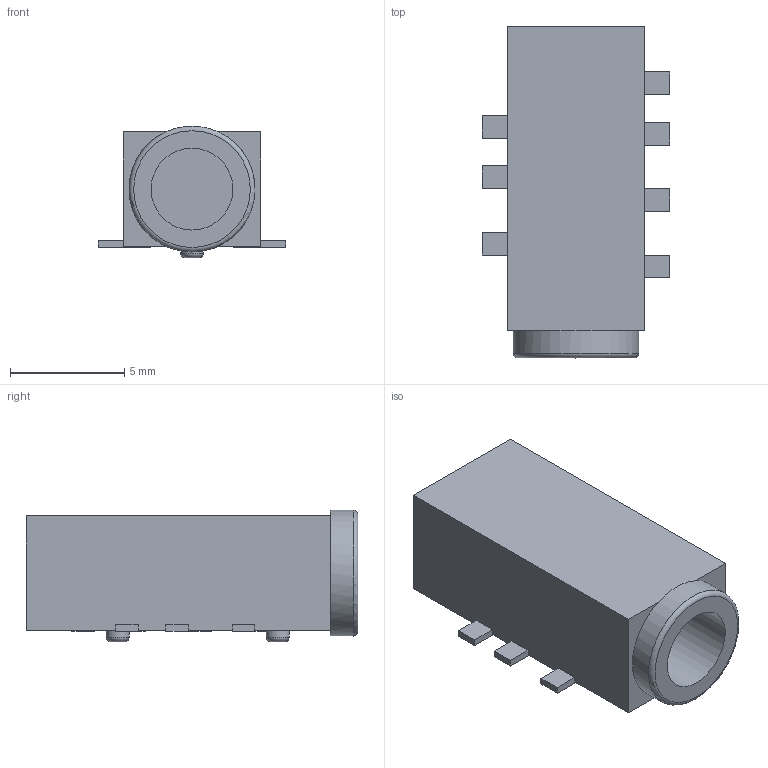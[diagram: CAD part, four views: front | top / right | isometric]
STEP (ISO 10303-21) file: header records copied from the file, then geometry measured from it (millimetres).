
FILE_DESCRIPTION(/* description */ ('STEP AP242','CAx-IF Rec.Pracs.---Representation and Presentation of Product Manufacturing Information (PMI)---4.0---2014-10-13','CAx-IF Rec.Pracs.---3D Tessellated Geometry---0.4---2014-09-14','2;1'),/* implementation_level */ '2;1');
FILE_NAME(/* name */ '64305b1754735e707c9c9b79',/* time_stamp */ '2023-04-07T18:04:08+00:00',/* author */ (''),/* organization */ (''),/* preprocessor_version */ 'ST-DEVELOPER v18.102',/* originating_system */ ' ',/* authorisation */ ' ');
FILE_SCHEMA (('AP242_MANAGED_MODEL_BASED_3D_ENGINEERING_MIM_LF { 1 0 10303 442 1 1 4 }'));
Length unit declared in the file: metre
Products named in the file (1): g-switch pj-393
Bounding box: 8.2 x 14.5 x 5.75 mm (x, y, z)
Volume: 300 mm3; surface area: 543.7 mm2
Topology: 1 solids, 1 shells, 62 faces, 166 edges, 109 vertices
Faces by surface type: plane 55, cylinder 4, torus 3
Full cylindrical faces by diameter (mm): 1 x2, 3.58 x1, 5.5 x1
Entity records: 2110 total; most frequent: CARTESIAN_POINT 325, ORIENTED_EDGE 312, DIRECTION 296, EDGE_CURVE 156, LINE 142, VECTOR 142, VERTEX_POINT 106, AXIS2_PLACEMENT_3D 77
